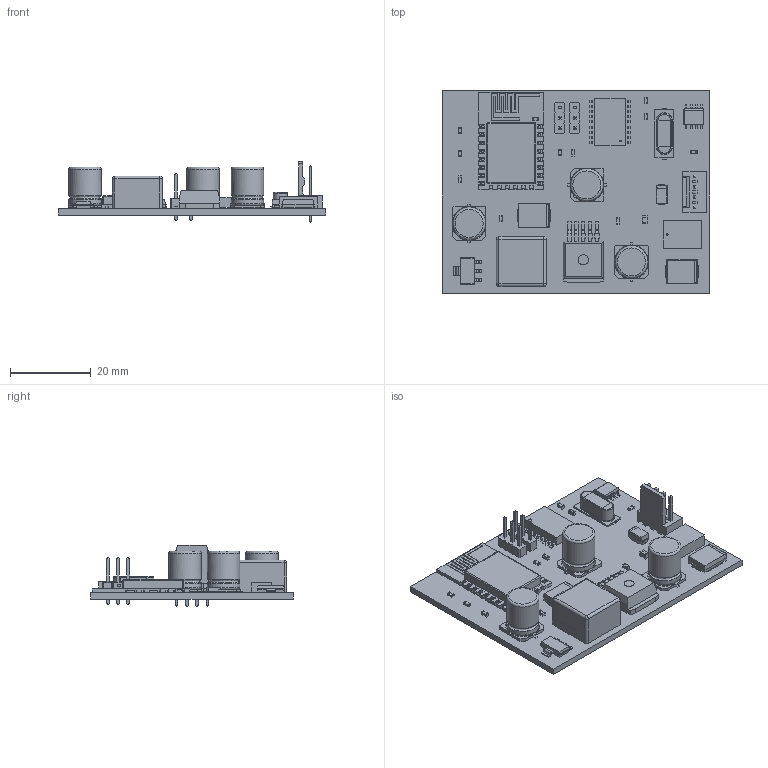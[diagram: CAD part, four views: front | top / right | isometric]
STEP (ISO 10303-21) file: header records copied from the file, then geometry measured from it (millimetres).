
FILE_DESCRIPTION(('KiCad electronic assembly'),'2;1');
FILE_NAME('ProPrj_CAN_2025-04-09.step','2025-04-12T01:48:45',('Pcbnew'), ('Kicad'),'Open CASCADE STEP processor 7.8','KiCad to STEP converter', 'Unknown');
FILE_SCHEMA(('AUTOMOTIVE_DESIGN { 1 0 10303 214 1 1 1 1 }'));
Length unit declared in the file: millimetre
Products named in the file (34): ProPrj_CAN_2025-04-09 1; R_0603_1608Metric; C_0603_1608Metric; C_Elec_8x10.2; C_Elec_8x102; TJA1050T_CM_118; AP2411S-13; D_SMC; FUSE_MF-SM185_BRN; part; PinHeader_1x03_P2.54mm_Vertical; PinHeader_1x03_P254mm_Vertical; Crystal_SMD_HC49-SD; L_SXN_SMDRI127; ESP-12E; ESP_12E001_cp; L_0805_2012Metric; D_SMA; SOT-223; SOT_223; TO-263-5_TabPin3; CQ assembly; Molex_KK-254_AE-6410-04A_1x04_P2.54mm_Vertical; Molex_AE_6410_04A; SOIC18-W_MC_MCH; _autosave-ProPrj_CAN_2025-04-09_PCB
Assembly tree (45 placements, depth 3):
  ProPrj_CAN_2025-04-09 1
    R_0603_1608Metric  x4
      R_0603_1608Metric
    C_0603_1608Metric  x6
      C_0603_1608Metric
    C_Elec_8x10.2  x3
      C_Elec_8x102
    TJA1050T_CM_118
      AP2411S-13
    D_SMC  x2
      D_SMC
    FUSE_MF-SM185_BRN
      part
    PinHeader_1x03_P2.54mm_Vertical  x2
      PinHeader_1x03_P254mm_Vertical
    Crystal_SMD_HC49-SD
      Crystal_SMD_HC49-SD
    L_SXN_SMDRI127
      L_SXN_SMDRI127
    ESP-12E
      ESP_12E001_cp
    L_0805_2012Metric
      L_0805_2012Metric
    D_SMA
      D_SMA
    SOT-223
      SOT_223
    TO-263-5_TabPin3
      CQ assembly
    Molex_KK-254_AE-6410-04A_1x04_P2.54mm_Vertical
      Molex_AE_6410_04A
    SOIC18-W_MC_MCH
      part
    _autosave-ProPrj_CAN_2025-04-09_PCB
Bounding box: 66 x 50 x 15.26 mm (x, y, z)
Volume: 10430.8 mm3; surface area: 13359.9 mm2
Topology: 115 solids, 115 shells, 2032 faces, 5043 edges, 3276 vertices
Faces by surface type: plane 1468, cylinder 485, bspline 52, torus 8, cone 8, sphere 8, revolution 3
Full cylindrical faces by diameter (mm): 0.02 x3, 0.375 x1, 0.47 x1, 0.65 x16, 0.7 x16, 0.9 x2, 1 x6, 1.19 x4, 2.5 x1, 8 x6
Entity records: 57486 total; most frequent: CARTESIAN_POINT 8693, ORIENTED_EDGE 7978, DIRECTION 7911, EDGE_CURVE 3989, LINE 3158, VECTOR 3158, VERTEX_POINT 2600, AXIS2_PLACEMENT_3D 2376
